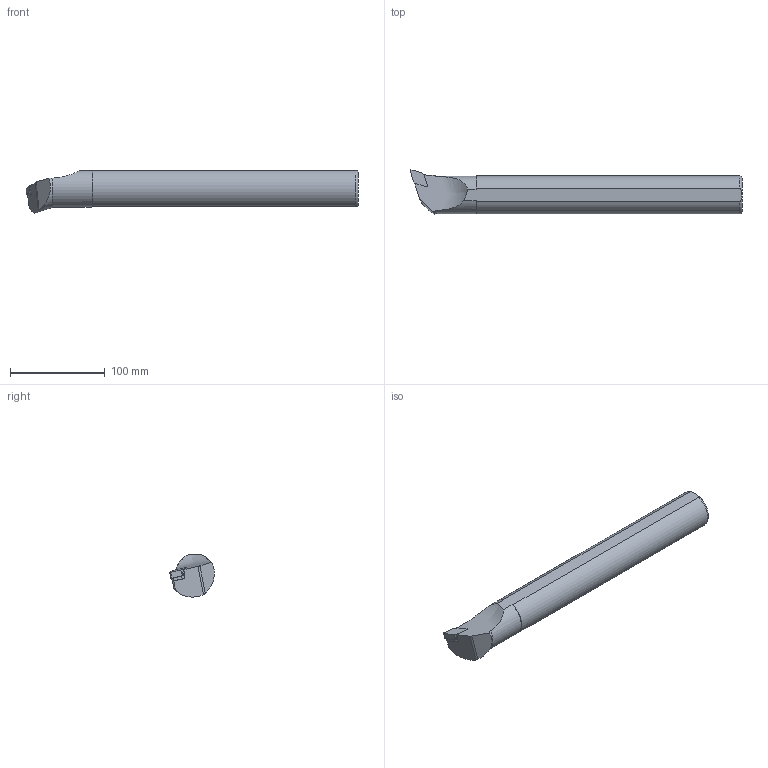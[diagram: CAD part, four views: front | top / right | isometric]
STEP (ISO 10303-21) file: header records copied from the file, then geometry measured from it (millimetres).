
FILE_DESCRIPTION(/* description */ (''),/* implementation_level */ '2;1');
FILE_NAME(/* name */ 'S40U-PDQNL-15.stp',/* time_stamp */ '2023-10-23T14:34:51+03:00',/* author */ (''),/* organization */ (''),/* preprocessor_version */ 'ST-DEVELOPER v19.4',/* originating_system */ 'SIEMENS PLM Software NX2306.3001',/* authorisation */ '');
FILE_SCHEMA (('AUTOMOTIVE_DESIGN { 1 0 10303 214 3 1 1 1 }'));
Length unit declared in the file: millimetre
Products named in the file (1): S40U-PDQNR-15
Bounding box: 349.58 x 46.98 x 44.49 mm (x, y, z)
Volume: 407913.2 mm3; surface area: 45465.6 mm2
Topology: 2 solids, 2 shells, 49 faces, 131 edges, 86 vertices
Faces by surface type: plane 25, cylinder 18, cone 4, torus 1, bspline 1
Entity records: 1989 total; most frequent: CARTESIAN_POINT 665, ORIENTED_EDGE 258, DIRECTION 238, EDGE_CURVE 129, AXIS2_PLACEMENT_3D 87, VERTEX_POINT 85, LINE 64, VECTOR 64
